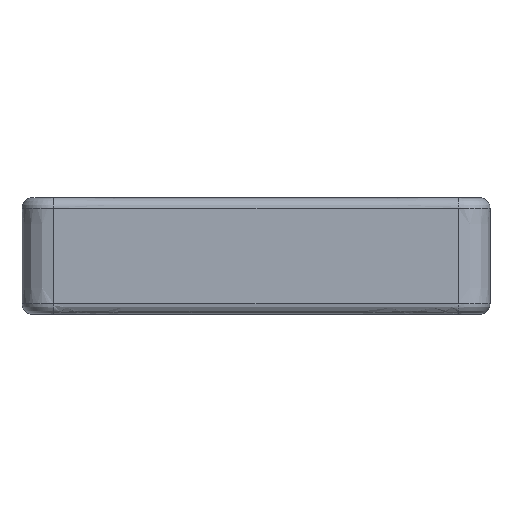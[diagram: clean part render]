
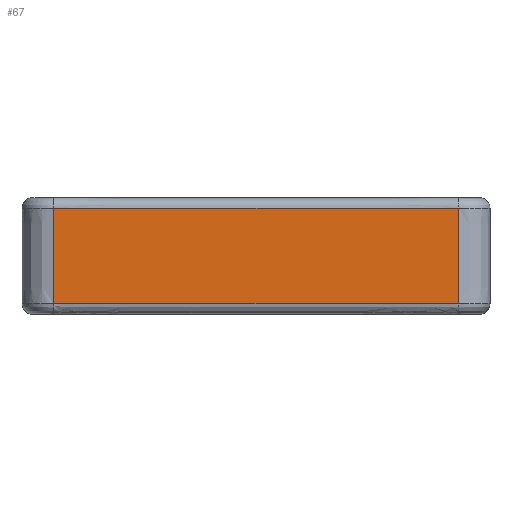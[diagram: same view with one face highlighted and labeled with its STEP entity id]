
A CAD part, left-side view. The second image highlights one B-rep face of the part: STEP entity #67.
In plain terms, the highlighted planar face has unit normal (-1, 0, 0).
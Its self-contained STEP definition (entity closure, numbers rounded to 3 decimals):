
#67=ADVANCED_FACE($,(#221),#2077,.T.);
#221=FACE_OUTER_BOUND($,#375,.T.);
#375=EDGE_LOOP($,(#678,#679,#680,#681));
#678=ORIENTED_EDGE($,*,*,#1459,.T.);
#679=ORIENTED_EDGE($,*,*,#1472,.F.);
#680=ORIENTED_EDGE($,*,*,#1471,.T.);
#681=ORIENTED_EDGE($,*,*,#1473,.T.);
#1459=EDGE_CURVE($,#1851,#1847,#2523,.T.);
#1471=EDGE_CURVE($,#1862,#1863,#2534,.T.);
#1472=EDGE_CURVE($,#1862,#1847,#2535,.T.);
#1473=EDGE_CURVE($,#1863,#1851,#2536,.T.);
#1847=VERTEX_POINT($,#13430);
#1851=VERTEX_POINT($,#13434);
#1862=VERTEX_POINT($,#13445);
#1863=VERTEX_POINT($,#13446);
#2077=PLANE($,#2727);
#2523=(
BOUNDED_CURVE()
B_SPLINE_CURVE(3,(#3379,#3380,#3381,#3382),.UNSPECIFIED.,.F.,.F.)
B_SPLINE_CURVE_WITH_KNOTS((4,4),(0.,38.249),
.UNSPECIFIED.)
CURVE()
GEOMETRIC_REPRESENTATION_ITEM()
RATIONAL_B_SPLINE_CURVE((1.,1.,1.,1.))
REPRESENTATION_ITEM($)
);
#2534=(
BOUNDED_CURVE()
B_SPLINE_CURVE(3,(#3453,#3454,#3455,#3456),.UNSPECIFIED.,.F.,.F.)
B_SPLINE_CURVE_WITH_KNOTS((4,4),(0.,38.249),
.UNSPECIFIED.)
CURVE()
GEOMETRIC_REPRESENTATION_ITEM()
RATIONAL_B_SPLINE_CURVE((1.,1.,1.,1.))
REPRESENTATION_ITEM($)
);
#2535=(
BOUNDED_CURVE()
B_SPLINE_CURVE(3,(#3457,#3458,#3459,#3460),.UNSPECIFIED.,.F.,.F.)
B_SPLINE_CURVE_WITH_KNOTS((4,4),(1.,10.),.UNSPECIFIED.)
CURVE()
GEOMETRIC_REPRESENTATION_ITEM()
RATIONAL_B_SPLINE_CURVE((1.,1.,1.,1.))
REPRESENTATION_ITEM($)
);
#2536=(
BOUNDED_CURVE()
B_SPLINE_CURVE(3,(#3461,#3462,#3463,#3464),.UNSPECIFIED.,.F.,.F.)
B_SPLINE_CURVE_WITH_KNOTS((4,4),(1.,10.),.UNSPECIFIED.)
CURVE()
GEOMETRIC_REPRESENTATION_ITEM()
RATIONAL_B_SPLINE_CURVE((1.,1.,1.,1.))
REPRESENTATION_ITEM($)
);
#2727=AXIS2_PLACEMENT_3D($,#8871,#2808,$);
#2808=DIRECTION($,(-1.,0.,0.));
#3379=CARTESIAN_POINT($,(-1.13,45.199,-5.73));
#3380=CARTESIAN_POINT($,(-1.13,32.449,-5.73));
#3381=CARTESIAN_POINT($,(-1.13,19.7,-5.73));
#3382=CARTESIAN_POINT($,(-1.13,6.95,-5.73));
#3453=CARTESIAN_POINT($,(-1.13,6.95,3.27));
#3454=CARTESIAN_POINT($,(-1.13,19.7,3.27));
#3455=CARTESIAN_POINT($,(-1.13,32.449,3.27));
#3456=CARTESIAN_POINT($,(-1.13,45.199,3.27));
#3457=CARTESIAN_POINT($,(-1.13,6.95,3.27));
#3458=CARTESIAN_POINT($,(-1.13,6.95,0.27));
#3459=CARTESIAN_POINT($,(-1.13,6.95,-2.73));
#3460=CARTESIAN_POINT($,(-1.13,6.95,-5.73));
#3461=CARTESIAN_POINT($,(-1.13,45.199,3.27));
#3462=CARTESIAN_POINT($,(-1.13,45.199,0.27));
#3463=CARTESIAN_POINT($,(-1.13,45.199,-2.73));
#3464=CARTESIAN_POINT($,(-1.13,45.199,-5.73));
#8871=CARTESIAN_POINT($,(-1.13,45.199,3.27));
#13430=CARTESIAN_POINT($,(-1.13,6.95,-5.73));
#13434=CARTESIAN_POINT($,(-1.13,45.199,-5.73));
#13445=CARTESIAN_POINT($,(-1.13,6.95,3.27));
#13446=CARTESIAN_POINT($,(-1.13,45.199,3.27));
